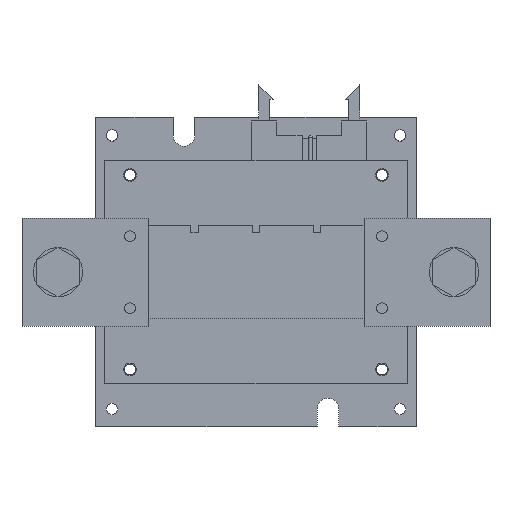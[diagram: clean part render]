
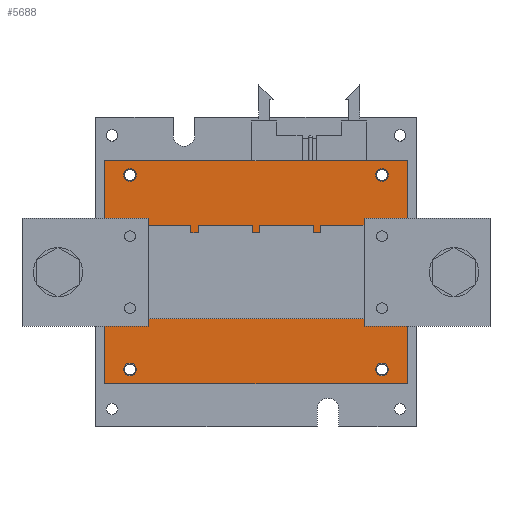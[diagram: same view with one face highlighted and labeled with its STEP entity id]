
A CAD part, front view. The second image highlights one B-rep face of the part: STEP entity #5688.
In plain terms, the highlighted planar face has unit normal (0, -1, 0).
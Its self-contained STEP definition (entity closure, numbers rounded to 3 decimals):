
#118=FACE_BOUND('',#789,.T.);
#119=FACE_BOUND('',#790,.T.);
#120=FACE_BOUND('',#791,.T.);
#121=FACE_BOUND('',#792,.T.);
#122=FACE_BOUND('',#793,.T.);
#123=FACE_BOUND('',#794,.T.);
#124=FACE_BOUND('',#795,.T.);
#125=FACE_BOUND('',#796,.T.);
#216=PLANE('',#6109);
#454=FACE_OUTER_BOUND('',#788,.T.);
#788=EDGE_LOOP('',(#4096,#4097,#4098,#4099));
#789=EDGE_LOOP('',(#4100,#4101));
#790=EDGE_LOOP('',(#4102,#4103));
#791=EDGE_LOOP('',(#4104,#4105));
#792=EDGE_LOOP('',(#4106,#4107));
#793=EDGE_LOOP('',(#4108,#4109));
#794=EDGE_LOOP('',(#4110,#4111));
#795=EDGE_LOOP('',(#4112,#4113));
#796=EDGE_LOOP('',(#4114,#4115));
#1196=LINE('',#8585,#1722);
#1200=LINE('',#8593,#1726);
#1203=LINE('',#8599,#1729);
#1206=LINE('',#8604,#1732);
#1722=VECTOR('',#6839,1.);
#1726=VECTOR('',#6845,1.);
#1729=VECTOR('',#6850,1.);
#1732=VECTOR('',#6855,1.);
#2254=CIRCLE('',#6068,1.75);
#2255=CIRCLE('',#6069,1.75);
#2258=CIRCLE('',#6073,1.75);
#2259=CIRCLE('',#6074,1.75);
#2262=CIRCLE('',#6078,1.75);
#2263=CIRCLE('',#6079,1.75);
#2266=CIRCLE('',#6083,1.75);
#2267=CIRCLE('',#6084,1.75);
#2270=CIRCLE('',#6088,1.75);
#2271=CIRCLE('',#6089,1.75);
#2274=CIRCLE('',#6093,1.75);
#2275=CIRCLE('',#6094,1.75);
#2278=CIRCLE('',#6098,1.75);
#2279=CIRCLE('',#6099,1.75);
#2282=CIRCLE('',#6103,1.75);
#2283=CIRCLE('',#6104,1.75);
#2560=VERTEX_POINT('',#8507);
#2561=VERTEX_POINT('',#8509);
#2564=VERTEX_POINT('',#8517);
#2565=VERTEX_POINT('',#8519);
#2568=VERTEX_POINT('',#8527);
#2569=VERTEX_POINT('',#8529);
#2572=VERTEX_POINT('',#8537);
#2573=VERTEX_POINT('',#8539);
#2576=VERTEX_POINT('',#8547);
#2577=VERTEX_POINT('',#8549);
#2580=VERTEX_POINT('',#8557);
#2581=VERTEX_POINT('',#8559);
#2584=VERTEX_POINT('',#8567);
#2585=VERTEX_POINT('',#8569);
#2588=VERTEX_POINT('',#8577);
#2589=VERTEX_POINT('',#8579);
#2590=VERTEX_POINT('',#8583);
#2591=VERTEX_POINT('',#8584);
#2594=VERTEX_POINT('',#8592);
#2596=VERTEX_POINT('',#8598);
#3159=EDGE_CURVE('',#2561,#2560,#2254,.T.);
#3160=EDGE_CURVE('',#2560,#2561,#2255,.T.);
#3164=EDGE_CURVE('',#2565,#2564,#2258,.T.);
#3165=EDGE_CURVE('',#2564,#2565,#2259,.T.);
#3169=EDGE_CURVE('',#2569,#2568,#2262,.T.);
#3170=EDGE_CURVE('',#2568,#2569,#2263,.T.);
#3174=EDGE_CURVE('',#2573,#2572,#2266,.T.);
#3175=EDGE_CURVE('',#2572,#2573,#2267,.T.);
#3179=EDGE_CURVE('',#2577,#2576,#2270,.T.);
#3180=EDGE_CURVE('',#2576,#2577,#2271,.T.);
#3184=EDGE_CURVE('',#2581,#2580,#2274,.T.);
#3185=EDGE_CURVE('',#2580,#2581,#2275,.T.);
#3189=EDGE_CURVE('',#2585,#2584,#2278,.T.);
#3190=EDGE_CURVE('',#2584,#2585,#2279,.T.);
#3194=EDGE_CURVE('',#2589,#2588,#2282,.T.);
#3195=EDGE_CURVE('',#2588,#2589,#2283,.T.);
#3196=EDGE_CURVE('',#2590,#2591,#1196,.T.);
#3200=EDGE_CURVE('',#2591,#2594,#1200,.T.);
#3203=EDGE_CURVE('',#2594,#2596,#1203,.T.);
#3206=EDGE_CURVE('',#2596,#2590,#1206,.T.);
#4096=ORIENTED_EDGE('',*,*,#3196,.F.);
#4097=ORIENTED_EDGE('',*,*,#3206,.F.);
#4098=ORIENTED_EDGE('',*,*,#3203,.F.);
#4099=ORIENTED_EDGE('',*,*,#3200,.F.);
#4100=ORIENTED_EDGE('',*,*,#3159,.T.);
#4101=ORIENTED_EDGE('',*,*,#3160,.T.);
#4102=ORIENTED_EDGE('',*,*,#3164,.T.);
#4103=ORIENTED_EDGE('',*,*,#3165,.T.);
#4104=ORIENTED_EDGE('',*,*,#3169,.T.);
#4105=ORIENTED_EDGE('',*,*,#3170,.T.);
#4106=ORIENTED_EDGE('',*,*,#3174,.T.);
#4107=ORIENTED_EDGE('',*,*,#3175,.T.);
#4108=ORIENTED_EDGE('',*,*,#3179,.T.);
#4109=ORIENTED_EDGE('',*,*,#3180,.T.);
#4110=ORIENTED_EDGE('',*,*,#3184,.T.);
#4111=ORIENTED_EDGE('',*,*,#3185,.T.);
#4112=ORIENTED_EDGE('',*,*,#3189,.T.);
#4113=ORIENTED_EDGE('',*,*,#3190,.T.);
#4114=ORIENTED_EDGE('',*,*,#3194,.T.);
#4115=ORIENTED_EDGE('',*,*,#3195,.T.);
#5688=ADVANCED_FACE('',(#454,#118,#119,#120,#121,#122,#123,#124,#125),#216,
 .F.);
#6068=AXIS2_PLACEMENT_3D('',#8510,#6756,#6757);
#6069=AXIS2_PLACEMENT_3D('',#8511,#6758,#6759);
#6073=AXIS2_PLACEMENT_3D('',#8520,#6767,#6768);
#6074=AXIS2_PLACEMENT_3D('',#8521,#6769,#6770);
#6078=AXIS2_PLACEMENT_3D('',#8530,#6778,#6779);
#6079=AXIS2_PLACEMENT_3D('',#8531,#6780,#6781);
#6083=AXIS2_PLACEMENT_3D('',#8540,#6789,#6790);
#6084=AXIS2_PLACEMENT_3D('',#8541,#6791,#6792);
#6088=AXIS2_PLACEMENT_3D('',#8550,#6800,#6801);
#6089=AXIS2_PLACEMENT_3D('',#8551,#6802,#6803);
#6093=AXIS2_PLACEMENT_3D('',#8560,#6811,#6812);
#6094=AXIS2_PLACEMENT_3D('',#8561,#6813,#6814);
#6098=AXIS2_PLACEMENT_3D('',#8570,#6822,#6823);
#6099=AXIS2_PLACEMENT_3D('',#8571,#6824,#6825);
#6103=AXIS2_PLACEMENT_3D('',#8580,#6833,#6834);
#6104=AXIS2_PLACEMENT_3D('',#8581,#6835,#6836);
#6109=AXIS2_PLACEMENT_3D('',#8606,#6857,#6858);
#6756=DIRECTION('center_axis',(0.,1.,0.));
#6757=DIRECTION('ref_axis',(1.,0.,0.));
#6758=DIRECTION('center_axis',(0.,1.,0.));
#6759=DIRECTION('ref_axis',(1.,0.,0.));
#6767=DIRECTION('center_axis',(0.,1.,0.));
#6768=DIRECTION('ref_axis',(1.,0.,0.));
#6769=DIRECTION('center_axis',(0.,1.,0.));
#6770=DIRECTION('ref_axis',(1.,0.,0.));
#6778=DIRECTION('center_axis',(0.,1.,0.));
#6779=DIRECTION('ref_axis',(1.,0.,0.));
#6780=DIRECTION('center_axis',(0.,1.,0.));
#6781=DIRECTION('ref_axis',(1.,0.,0.));
#6789=DIRECTION('center_axis',(0.,1.,0.));
#6790=DIRECTION('ref_axis',(1.,0.,0.));
#6791=DIRECTION('center_axis',(0.,1.,0.));
#6792=DIRECTION('ref_axis',(1.,0.,0.));
#6800=DIRECTION('center_axis',(0.,1.,0.));
#6801=DIRECTION('ref_axis',(1.,0.,0.));
#6802=DIRECTION('center_axis',(0.,1.,0.));
#6803=DIRECTION('ref_axis',(1.,0.,0.));
#6811=DIRECTION('center_axis',(0.,1.,0.));
#6812=DIRECTION('ref_axis',(1.,0.,0.));
#6813=DIRECTION('center_axis',(0.,1.,0.));
#6814=DIRECTION('ref_axis',(1.,0.,0.));
#6822=DIRECTION('center_axis',(0.,1.,0.));
#6823=DIRECTION('ref_axis',(1.,0.,0.));
#6824=DIRECTION('center_axis',(0.,1.,0.));
#6825=DIRECTION('ref_axis',(1.,0.,0.));
#6833=DIRECTION('center_axis',(0.,1.,0.));
#6834=DIRECTION('ref_axis',(1.,0.,0.));
#6835=DIRECTION('center_axis',(0.,1.,0.));
#6836=DIRECTION('ref_axis',(1.,0.,0.));
#6839=DIRECTION('',(1.,0.,0.));
#6845=DIRECTION('',(0.,0.,-1.));
#6850=DIRECTION('',(-1.,0.,0.));
#6855=DIRECTION('',(0.,0.,1.));
#6857=DIRECTION('center_axis',(0.,1.,0.));
#6858=DIRECTION('ref_axis',(0.,0.,1.));
#8507=CARTESIAN_POINT('',(11087.555,-2.,159.139));
#8509=CARTESIAN_POINT('',(11091.055,-2.,159.139));
#8510=CARTESIAN_POINT('Origin',(11089.305,-2.,159.139));
#8511=CARTESIAN_POINT('Origin',(11089.305,-2.,159.139));
#8517=CARTESIAN_POINT('',(11087.555,-2.,122.139));
#8519=CARTESIAN_POINT('',(11091.055,-2.,122.139));
#8520=CARTESIAN_POINT('Origin',(11089.305,-2.,122.139));
#8521=CARTESIAN_POINT('Origin',(11089.305,-2.,122.139));
#8527=CARTESIAN_POINT('',(11017.555,-2.,159.139));
#8529=CARTESIAN_POINT('',(11021.055,-2.,159.139));
#8530=CARTESIAN_POINT('Origin',(11019.305,-2.,159.139));
#8531=CARTESIAN_POINT('Origin',(11019.305,-2.,159.139));
#8537=CARTESIAN_POINT('',(11017.555,-2.,122.139));
#8539=CARTESIAN_POINT('',(11021.055,-2.,122.139));
#8540=CARTESIAN_POINT('Origin',(11019.305,-2.,122.139));
#8541=CARTESIAN_POINT('Origin',(11019.305,-2.,122.139));
#8547=CARTESIAN_POINT('',(11017.555,-2.,139.139));
#8549=CARTESIAN_POINT('',(11021.055,-2.,139.139));
#8550=CARTESIAN_POINT('Origin',(11019.305,-2.,139.139));
#8551=CARTESIAN_POINT('Origin',(11019.305,-2.,139.139));
#8557=CARTESIAN_POINT('',(11017.555,-2.,176.139));
#8559=CARTESIAN_POINT('',(11021.055,-2.,176.139));
#8560=CARTESIAN_POINT('Origin',(11019.305,-2.,176.139));
#8561=CARTESIAN_POINT('Origin',(11019.305,-2.,176.139));
#8567=CARTESIAN_POINT('',(11087.555,-2.,139.139));
#8569=CARTESIAN_POINT('',(11091.055,-2.,139.139));
#8570=CARTESIAN_POINT('Origin',(11089.305,-2.,139.139));
#8571=CARTESIAN_POINT('Origin',(11089.305,-2.,139.139));
#8577=CARTESIAN_POINT('',(11087.555,-2.,176.139));
#8579=CARTESIAN_POINT('',(11091.055,-2.,176.139));
#8580=CARTESIAN_POINT('Origin',(11089.305,-2.,176.139));
#8581=CARTESIAN_POINT('Origin',(11089.305,-2.,176.139));
#8583=CARTESIAN_POINT('',(11012.305,-2.,180.139));
#8584=CARTESIAN_POINT('',(11096.305,-2.,180.139));
#8585=CARTESIAN_POINT('',(11096.305,-2.,180.139));
#8592=CARTESIAN_POINT('',(11096.305,-2.,118.139));
#8593=CARTESIAN_POINT('',(11096.305,-2.,118.139));
#8598=CARTESIAN_POINT('',(11012.305,-2.,118.139));
#8599=CARTESIAN_POINT('',(11012.305,-2.,118.139));
#8604=CARTESIAN_POINT('',(11012.305,-2.,180.139));
#8606=CARTESIAN_POINT('Origin',(11054.305,-2.,149.139));
